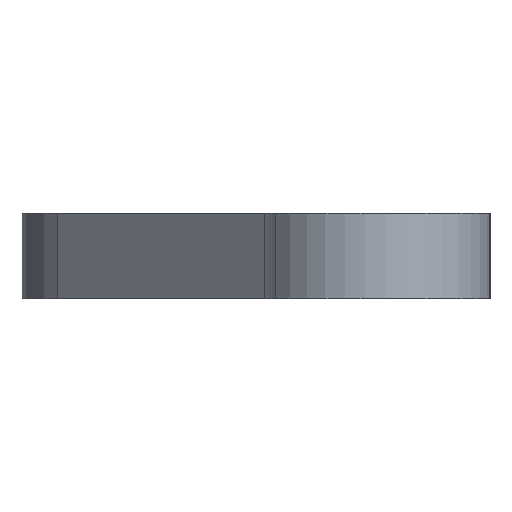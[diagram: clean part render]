
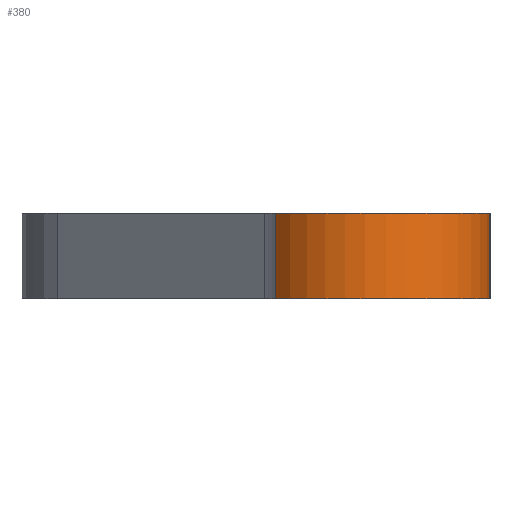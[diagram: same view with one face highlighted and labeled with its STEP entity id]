
A CAD part, left-side view. The second image highlights one B-rep face of the part: STEP entity #380.
In plain terms, the highlighted cylindrical face has radius 4.215 mm (diameter 8.429 mm), a partial arc.
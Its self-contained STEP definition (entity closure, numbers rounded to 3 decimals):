
#41=FACE_OUTER_BOUND('',#61,.T.);
#61=EDGE_LOOP('',(#296,#297,#298,#299));
#95=LINE('',#658,#119);
#96=LINE('',#664,#120);
#119=VECTOR('',#538,10.);
#120=VECTOR('',#545,10.);
#144=CIRCLE('',#435,4.214);
#145=CIRCLE('',#436,4.214);
#180=VERTEX_POINT('',#654);
#181=VERTEX_POINT('',#656);
#182=VERTEX_POINT('',#660);
#183=VERTEX_POINT('',#662);
#229=EDGE_CURVE('',#180,#181,#95,.T.);
#230=EDGE_CURVE('',#182,#180,#144,.T.);
#231=EDGE_CURVE('',#183,#181,#145,.T.);
#232=EDGE_CURVE('',#182,#183,#96,.T.);
#296=ORIENTED_EDGE('',*,*,#230,.T.);
#297=ORIENTED_EDGE('',*,*,#229,.T.);
#298=ORIENTED_EDGE('',*,*,#231,.F.);
#299=ORIENTED_EDGE('',*,*,#232,.F.);
#362=CYLINDRICAL_SURFACE('',#434,4.214);
#380=ADVANCED_FACE('',(#41),#362,.T.);
#434=AXIS2_PLACEMENT_3D('',#659,#539,#540);
#435=AXIS2_PLACEMENT_3D('',#661,#541,#542);
#436=AXIS2_PLACEMENT_3D('',#663,#543,#544);
#538=DIRECTION('',(0.,0.,-1.));
#539=DIRECTION('center_axis',(0.,0.,-1.));
#540=DIRECTION('ref_axis',(-0.475,-0.88,0.));
#541=DIRECTION('center_axis',(0.,0.,-1.));
#542=DIRECTION('ref_axis',(0.996,-0.09,0.));
#543=DIRECTION('center_axis',(0.,0.,-1.));
#544=DIRECTION('ref_axis',(0.996,-0.09,0.));
#545=DIRECTION('',(0.,0.,-1.));
#654=CARTESIAN_POINT('',(-409.087,-113.303,-4.));
#656=CARTESIAN_POINT('',(-409.087,-113.303,-7.));
#658=CARTESIAN_POINT('',(-409.087,-113.303,-4.));
#659=CARTESIAN_POINT('Origin',(-406.468,-116.605,-4.));
#660=CARTESIAN_POINT('',(-402.271,-116.983,-4.));
#661=CARTESIAN_POINT('Origin',(-406.468,-116.605,-4.));
#662=CARTESIAN_POINT('',(-402.271,-116.983,-7.));
#663=CARTESIAN_POINT('Origin',(-406.468,-116.605,-7.));
#664=CARTESIAN_POINT('',(-402.271,-116.983,-4.));
